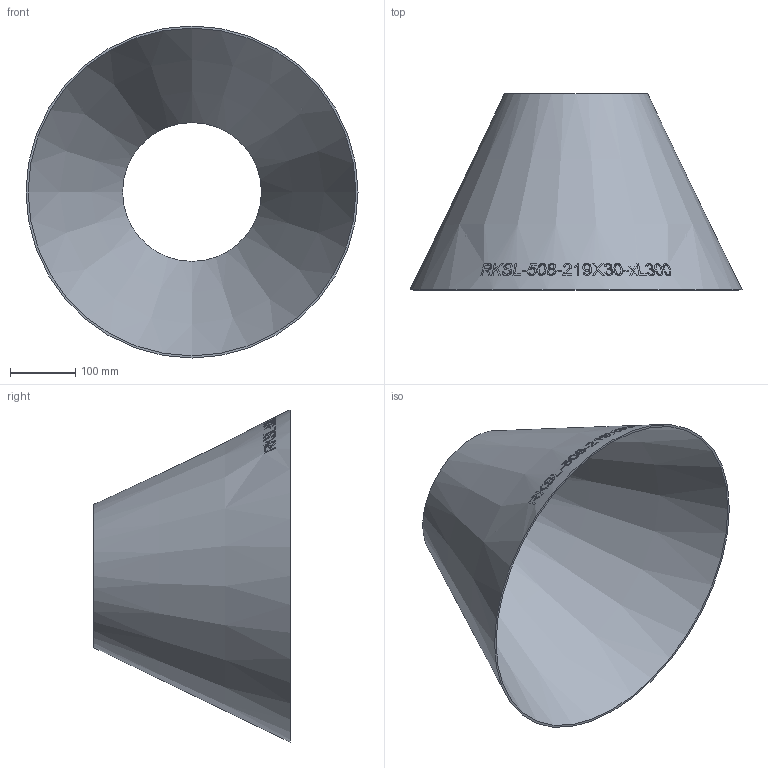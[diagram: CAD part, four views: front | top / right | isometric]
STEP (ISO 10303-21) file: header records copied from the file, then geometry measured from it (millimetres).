
FILE_DESCRIPTION (( 'STEP AP214' ), '1' );
FILE_NAME ('RKSL-508-219X30-xL300 Reduzierung Sonderlänge 2007.STEP', '2020-07-27T08:39:21', ( '' ), ( '' ), 'SwSTEP 2.0', 'SolidWorks 2019', '' );
FILE_SCHEMA (( 'AUTOMOTIVE_DESIGN' ));
Length unit declared in the file: millimetre
Products named in the file (1): RKSL-508-219X30-xL300 Reduzierung Sonderlänge 2007
Bounding box: 508 x 300 x 508 mm (x, y, z)
Volume: 1126914.9 mm3; surface area: 761159.2 mm2
Topology: 1 solids, 1 shells, 275 faces, 732 edges, 488 vertices
Faces by surface type: bspline 242, cone 31, plane 2
Entity records: 63594 total; most frequent: CARTESIAN_POINT 55975, ORIENTED_EDGE 1460, EDGE_CURVE 730, B_SPLINE_CURVE_WITH_KNOTS 726, VERTEX_POINT 488, EDGE_LOOP 308, ADVANCED_FACE 275, FACE_OUTER_BOUND 275
